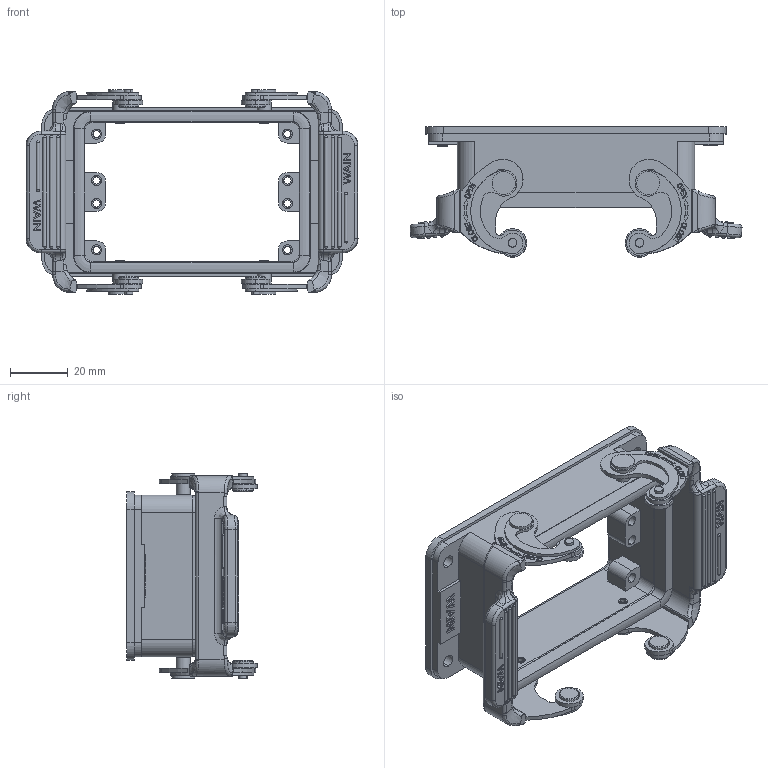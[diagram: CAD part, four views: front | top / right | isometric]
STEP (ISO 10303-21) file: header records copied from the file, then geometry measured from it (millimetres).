
FILE_DESCRIPTION(/* description */ (''),/* implementation_level */ '2;1');
FILE_NAME(/* name */ '3D_1100323411001_H32A-BK-2L_SC_V1.1.stp',/* time_stamp */ '2023-12-12T12:53:43+08:00',/* author */ (''),/* organization */ (''),/* preprocessor_version */ 'ST-DEVELOPER v18.1',/* originating_system */ 'SIEMENS PLM Software NX 1980',/* authorisation */ '');
FILE_SCHEMA (('AUTOMOTIVE_DESIGN { 1 0 10303 214 3 1 1 1 }'));
Products named in the file (1): 3D_1100323411001_H32A-BK-2L_SC_V1.0_stp_stp
Bounding box: 114.8 x 45.03 x 70.8 mm (x, y, z)
Volume: 53657.3 mm3; surface area: 36705.7 mm2
Topology: 1 solids, 9 shells, 1563 faces, 4181 edges, 2760 vertices
Faces by surface type: plane 756, cylinder 576, extrusion 69, bspline 64, torus 38, cone 32, sphere 28
Full cylindrical faces by diameter (mm): 1.9 x4, 3 x8, 4.9 x4, 8 x4
Entity records: 64067 total; most frequent: CARTESIAN_POINT 19027, ORIENTED_EDGE 8222, DIRECTION 6642, EDGE_CURVE 4111, VERTEX_POINT 2748, AXIS2_PLACEMENT_3D 2331, VECTOR 1980, LINE 1911
